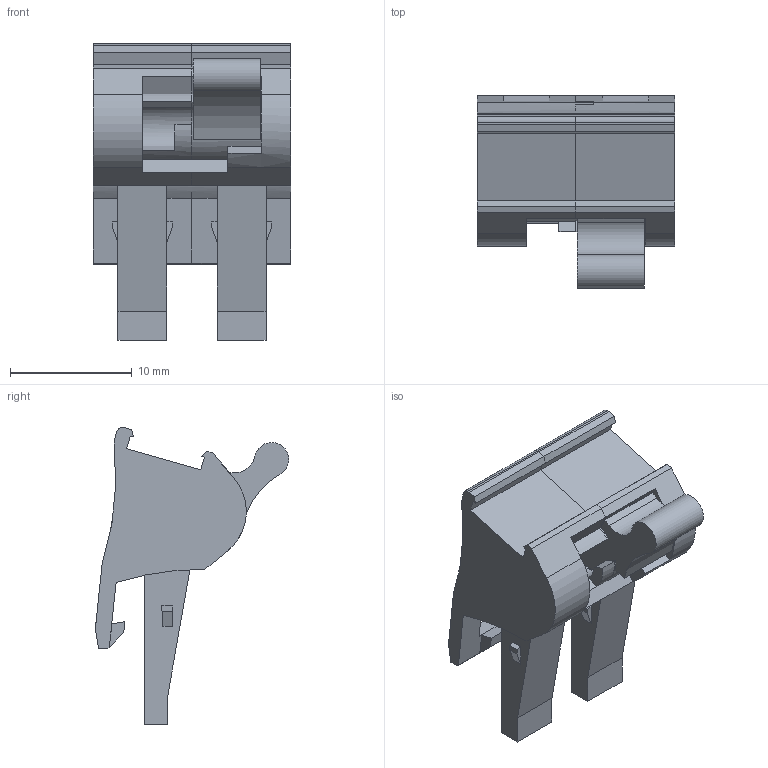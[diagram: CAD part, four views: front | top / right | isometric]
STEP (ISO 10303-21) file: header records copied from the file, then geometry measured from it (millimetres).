
FILE_DESCRIPTION(('Creo Elements/Direct Modeling STEP Export'),'2;1');
FILE_NAME('model.stp','2023-12-04T 8:59:53',(''),(''),'Creo Elements/Direct Modeling STEP processor for AP214 (Solid Model)','Creo Elements/Direct Modeling 20.1D 10-Oct-2020 (C) Parametric Technology GmbH','');
FILE_SCHEMA(('AUTOMOTIVE_DESIGN { 1 0 10303 214 1 1 1 1 }'));
Length unit declared in the file: millimetre
Products named in the file (2): C_MEA_6_2-SELECT
Assembly tree (1 placements, depth 2):
  C_MEA_6_2-SELECT
    C_MEA_6_2-SELECT
Bounding box: 16.25 x 15.88 x 24.35 mm (x, y, z)
Volume: 1876.3 mm3; surface area: 1654.9 mm2
Topology: 1 solids, 1 shells, 131 faces, 352 edges, 227 vertices
Faces by surface type: plane 110, cylinder 21
Entity records: 5151 total; most frequent: CARTESIAN_POINT 893, ORIENTED_EDGE 704, DIRECTION 581, EDGE_CURVE 352, VECTOR 277, LINE 276, VERTEX_POINT 227, AXIS2_PLACEMENT_3D 152
